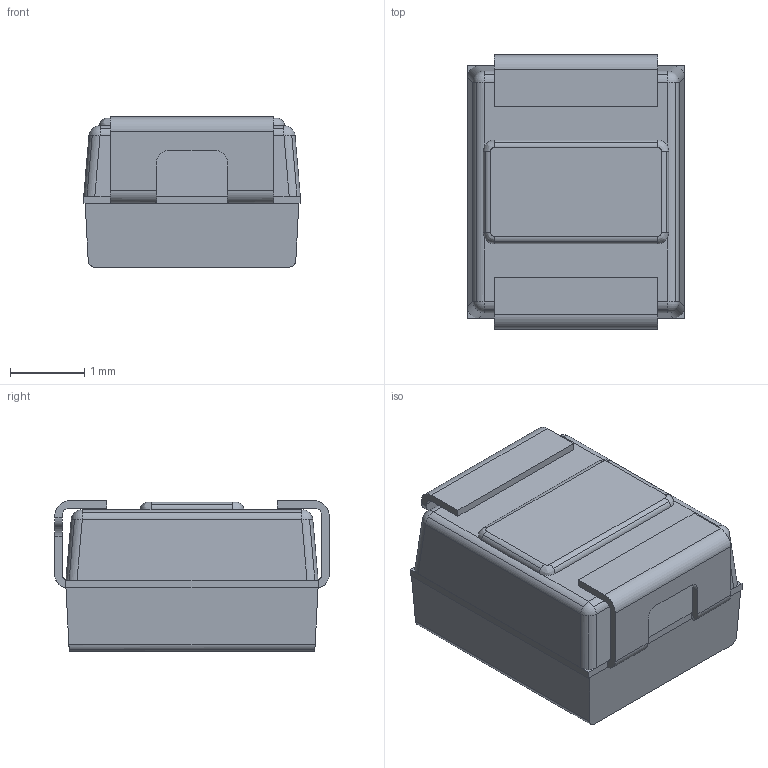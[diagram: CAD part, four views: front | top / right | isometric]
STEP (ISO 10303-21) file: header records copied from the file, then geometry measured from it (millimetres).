
FILE_DESCRIPTION (( 'STEP AP214' ), '1' );
FILE_NAME ('NOS_B.stp', '2019-02-13T00:06:10', ( '' ), ( '' ), 'SwSTEP 2.0', 'SolidWorks 2018', '' );
FILE_SCHEMA (( 'AUTOMOTIVE_DESIGN' ));
Length unit declared in the file: millimetre
Products named in the file (1): NOS_B
Bounding box: 2.93 x 3.7 x 2.03 mm (x, y, z)
Volume: 19 mm3; surface area: 55.5 mm2
Topology: 1 solids, 1 shells, 100 faces, 286 edges, 184 vertices
Faces by surface type: cylinder 44, plane 42, bspline 10, sphere 4
Entity records: 4815 total; most frequent: CARTESIAN_POINT 1750, ORIENTED_EDGE 572, DIRECTION 505, EDGE_CURVE 286, VERTEX_POINT 184, AXIS2_PLACEMENT_3D 173, LINE 159, VECTOR 159
